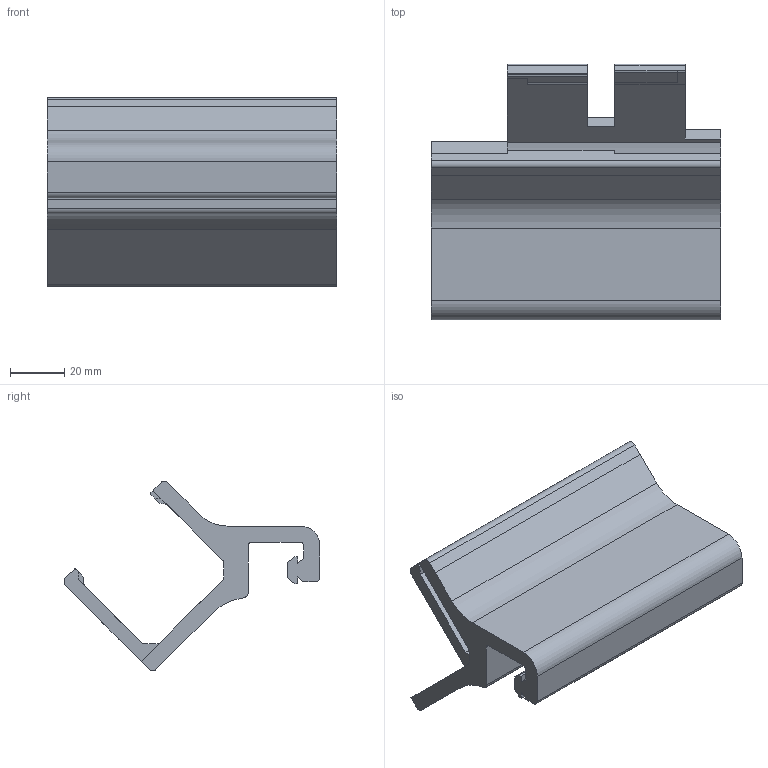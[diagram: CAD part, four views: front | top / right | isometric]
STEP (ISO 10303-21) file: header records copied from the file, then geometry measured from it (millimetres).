
FILE_DESCRIPTION(/* description */ (''),/* implementation_level */ '2;1');
FILE_NAME(/* name */ '',/* time_stamp */ '2025-12-12T00:51:22+03:00',/* author */ (''),/* organization */ (''),/* preprocessor_version */ 'ST-DEVELOPER v20.1',/* originating_system */ 'Autodesk Translation Framework v14.10.0.0',/* authorisation */ '');
FILE_SCHEMA (('AUTOMOTIVE_DESIGN { 1 0 10303 214 3 1 1 }'));
Length unit declared in the file: millimetre
Products named in the file (1): Держатель PicoMMU
Bounding box: 106.42 x 94.07 x 69.46 mm (x, y, z)
Volume: 117306.5 mm3; surface area: 39298.2 mm2
Topology: 1 solids, 1 shells, 83 faces, 243 edges, 162 vertices
Faces by surface type: plane 58, cylinder 25
Entity records: 2915 total; most frequent: CARTESIAN_POINT 489, ORIENTED_EDGE 486, DIRECTION 460, EDGE_CURVE 243, LINE 194, VECTOR 194, VERTEX_POINT 162, AXIS2_PLACEMENT_3D 133
